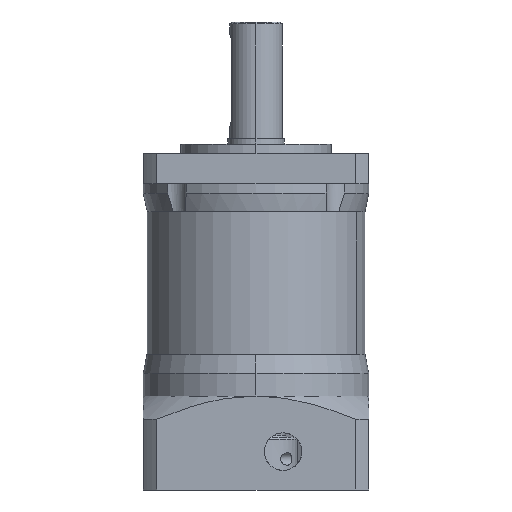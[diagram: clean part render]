
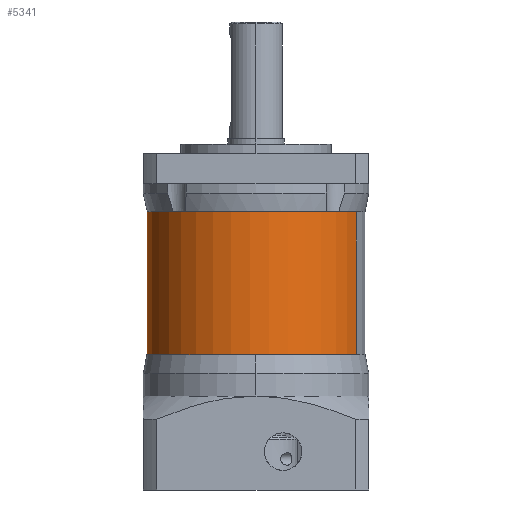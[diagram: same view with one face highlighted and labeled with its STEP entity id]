
A CAD part, left-side view. The second image highlights one B-rep face of the part: STEP entity #5341.
In plain terms, the highlighted cylindrical face has radius 29 mm (diameter 58 mm), a partial arc.
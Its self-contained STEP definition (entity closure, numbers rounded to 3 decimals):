
#455 = AXIS2_PLACEMENT_3D ( 'NONE', #7020, #10349, #6270 ) ;
#1267 = VERTEX_POINT ( 'NONE', #4353 ) ;
#1380 = EDGE_CURVE ( 'NONE', #5908, #3911, #4752, .T. ) ;
#1485 = ORIENTED_EDGE ( 'NONE', *, *, #1380, .T. ) ;
#1669 = CARTESIAN_POINT ( 'NONE',  ( 29., 0., 0. ) ) ;
#2066 = CARTESIAN_POINT ( 'NONE',  ( -29., 0., 0. ) ) ;
#2089 = DIRECTION ( 'NONE',  ( -1., 0., 0. ) ) ;
#2255 = FACE_OUTER_BOUND ( 'NONE', #6280, .T. ) ;
#2518 = DIRECTION ( 'NONE',  ( 0., 0., -1. ) ) ;
#2965 = CARTESIAN_POINT ( 'NONE',  ( 0., 0., 38. ) ) ;
#3092 = CARTESIAN_POINT ( 'NONE',  ( 29., 0., 38. ) ) ;
#3911 = VERTEX_POINT ( 'NONE', #1669 ) ;
#4086 = DIRECTION ( 'NONE',  ( 0., 0., -1. ) ) ;
#4353 = CARTESIAN_POINT ( 'NONE',  ( -29., 0., 38. ) ) ;
#4477 = EDGE_CURVE ( 'NONE', #1267, #10067, #5965, .T. ) ;
#4501 = DIRECTION ( 'NONE',  ( -1., 0., 0. ) ) ;
#4752 = LINE ( 'NONE', #7413, #8901 ) ;
#5332 = DIRECTION ( 'NONE',  ( 0., 0., 1. ) ) ;
#5341 = ADVANCED_FACE ( 'NONE', ( #2255 ), #7718, .T. ) ;
#5491 = CIRCLE ( 'NONE', #455, 29. ) ;
#5760 = CIRCLE ( 'NONE', #6425, 29. ) ;
#5908 = VERTEX_POINT ( 'NONE', #3092 ) ;
#5965 = LINE ( 'NONE', #6598, #9849 ) ;
#6173 = CARTESIAN_POINT ( 'NONE',  ( 0., 0., 38. ) ) ;
#6270 = DIRECTION ( 'NONE',  ( -1., 0., 0. ) ) ;
#6280 = EDGE_LOOP ( 'NONE', ( #9675, #1485, #6633, #8323 ) ) ;
#6283 = DIRECTION ( 'NONE',  ( 0., 0., -1. ) ) ;
#6425 = AXIS2_PLACEMENT_3D ( 'NONE', #6173, #5332, #4501 ) ;
#6598 = CARTESIAN_POINT ( 'NONE',  ( -29., 0., 38. ) ) ;
#6633 = ORIENTED_EDGE ( 'NONE', *, *, #9966, .F. ) ;
#7020 = CARTESIAN_POINT ( 'NONE',  ( 0., 0., 0. ) ) ;
#7134 = AXIS2_PLACEMENT_3D ( 'NONE', #2965, #6283, #2089 ) ;
#7413 = CARTESIAN_POINT ( 'NONE',  ( 29., 0., 38. ) ) ;
#7654 = EDGE_CURVE ( 'NONE', #5908, #1267, #5760, .T. ) ;
#7718 = CYLINDRICAL_SURFACE ( 'NONE', #7134, 29. ) ;
#8323 = ORIENTED_EDGE ( 'NONE', *, *, #4477, .F. ) ;
#8901 = VECTOR ( 'NONE', #4086, 1000. ) ;
#9675 = ORIENTED_EDGE ( 'NONE', *, *, #7654, .F. ) ;
#9849 = VECTOR ( 'NONE', #2518, 1000. ) ;
#9966 = EDGE_CURVE ( 'NONE', #10067, #3911, #5491, .T. ) ;
#10067 = VERTEX_POINT ( 'NONE', #2066 ) ;
#10349 = DIRECTION ( 'NONE',  ( 0., 0., -1. ) ) ;
